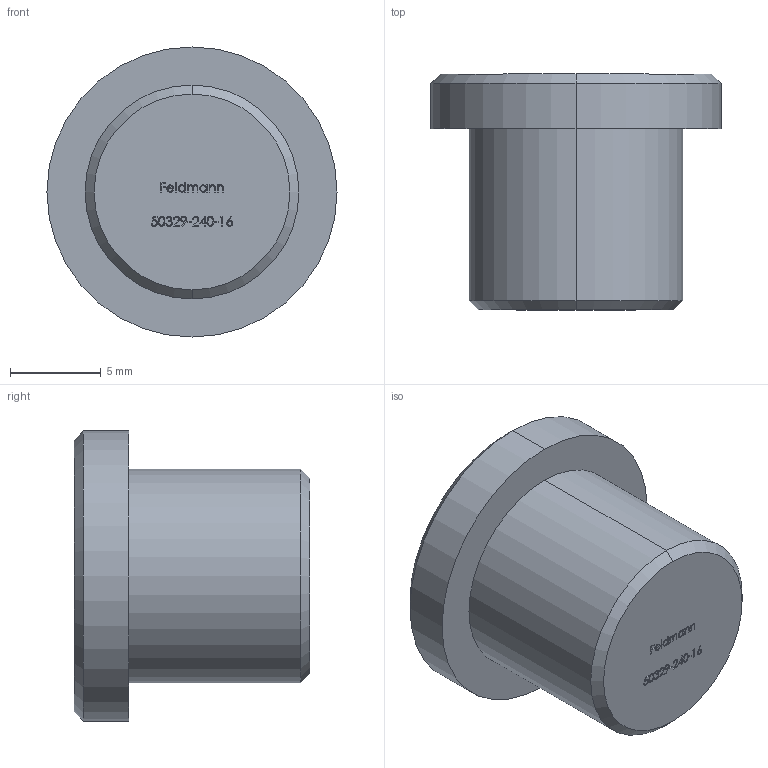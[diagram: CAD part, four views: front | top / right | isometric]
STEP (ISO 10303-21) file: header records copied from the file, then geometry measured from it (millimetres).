
FILE_DESCRIPTION (( 'STEP AP203' ), '1' );
FILE_NAME ('50329-240-16.step', '2018-10-25T12:00:06', ( '' ), ( '' ), 'SwSTEP 2.0', 'SolidWorks 2015', '' );
FILE_SCHEMA (( 'CONFIG_CONTROL_DESIGN' ));
Length unit declared in the file: millimetre
Products named in the file (1): 50329-240-16
Bounding box: 16 x 13 x 16 mm (x, y, z)
Volume: 1686 mm3; surface area: 901.7 mm2
Topology: 1 solids, 1 shells, 265 faces, 698 edges, 464 vertices
Faces by surface type: plane 139, bspline 118, cone 4, cylinder 4
Entity records: 14709 total; most frequent: CARTESIAN_POINT 8874, ORIENTED_EDGE 1396, DIRECTION 770, EDGE_CURVE 698, VERTEX_POINT 464, LINE 450, VECTOR 450, EDGE_LOOP 294
